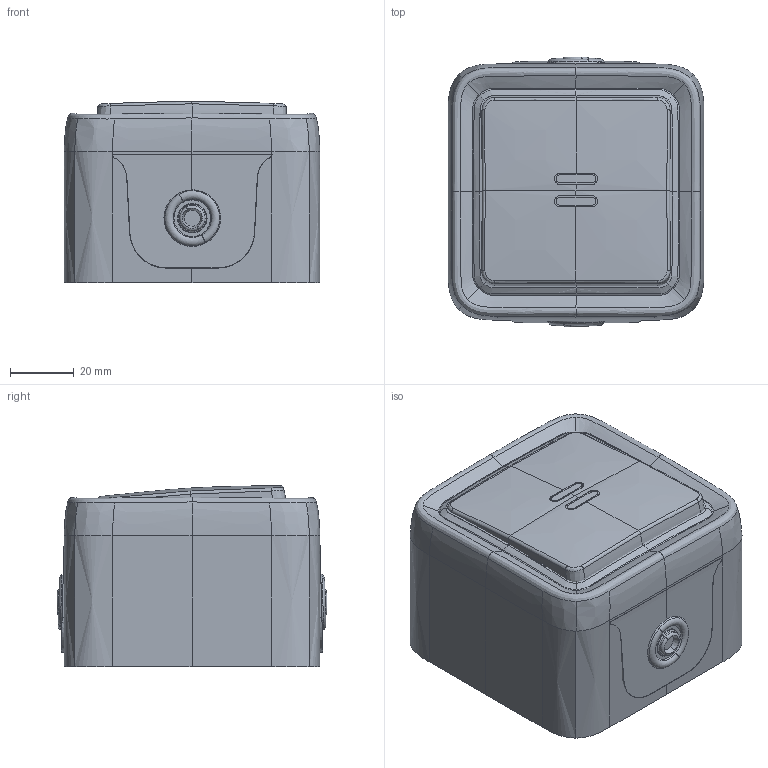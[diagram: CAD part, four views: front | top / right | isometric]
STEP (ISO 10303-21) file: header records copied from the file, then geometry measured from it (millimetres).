
FILE_DESCRIPTION(('CATIA V5 STEP Exchange','CAx-IF Rec.Pracs.--- Model Styling and Organization---1.5--- 2016-08-15','CAx-IF Rec.Pracs.---Supplemental Geometry---1.0---2011-11-01','CAx-IF Rec.Pracs.--- Composite Materials ---1.1---2010-07-15'),'2;1');
FILE_NAME('069713 _AllCATPart.stp','2021-09-21T14:13:41+00:00',('none'),('none'),'CATIA Version 5-6 Release 2020 SP3','CATIA V5 STEP AP214 v2','none');
FILE_SCHEMA(('AUTOMOTIVE_DESIGN { 1 0 10303 214 1 1 1 1 }'));
Length unit declared in the file: millimetre
Products named in the file (1): 069713 _AllCATPart
Bounding box: 80 x 84.38 x 56.6 mm (x, y, z)
Surface area: 58559 mm2 (no closed solid volume)
Topology: 0 solids, 15 shells, 207 faces, 584 edges, 395 vertices
Faces by surface type: bspline 98, plane 37, extrusion 28, cone 28, torus 8, cylinder 8
Entity records: 33174 total; most frequent: CARTESIAN_POINT 28956, ORIENTED_EDGE 1022, EDGE_CURVE 582, B_SPLINE_CURVE_WITH_KNOTS 414, VERTEX_POINT 395, DIRECTION 386, EDGE_LOOP 217, ADVANCED_FACE 207
